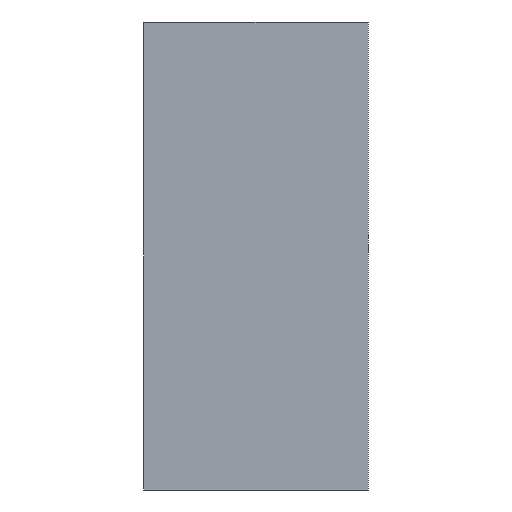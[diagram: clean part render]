
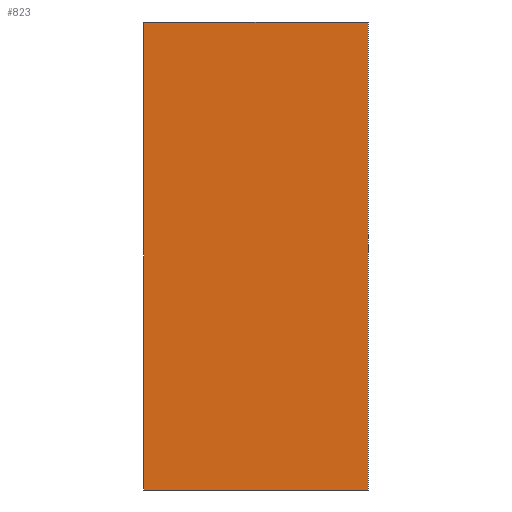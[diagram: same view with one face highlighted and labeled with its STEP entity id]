
A CAD part, left-side view. The second image highlights one B-rep face of the part: STEP entity #823.
In plain terms, the highlighted planar face has unit normal (-1, 0, 0).
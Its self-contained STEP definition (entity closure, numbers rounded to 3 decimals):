
#25 = LINE ( 'NONE', #605, #1260 ) ;
#42 = DIRECTION ( 'NONE',  ( 0., 0., -1. ) ) ;
#171 = ORIENTED_EDGE ( 'NONE', *, *, #337, .T. ) ;
#187 = EDGE_LOOP ( 'NONE', ( #1586, #1769, #1729, #171 ) ) ;
#256 = DIRECTION ( 'NONE',  ( -1., 0., 0. ) ) ;
#334 = DIRECTION ( 'NONE',  ( 0., 1., 0. ) ) ;
#337 = EDGE_CURVE ( 'NONE', #670, #537, #1078, .T. ) ;
#398 = VERTEX_POINT ( 'NONE', #1557 ) ;
#415 = EDGE_CURVE ( 'NONE', #398, #1584, #997, .T. ) ;
#460 = CARTESIAN_POINT ( 'NONE',  ( 0., 0.6, 0. ) ) ;
#531 = FACE_OUTER_BOUND ( 'NONE', #187, .T. ) ;
#537 = VERTEX_POINT ( 'NONE', #460 ) ;
#605 = CARTESIAN_POINT ( 'NONE',  ( 0., 0., 1.25 ) ) ;
#670 = VERTEX_POINT ( 'NONE', #1328 ) ;
#676 = LINE ( 'NONE', #1456, #1431 ) ;
#823 = ADVANCED_FACE ( 'NONE', ( #531 ), #829, .T. ) ;
#829 = PLANE ( 'NONE',  #979 ) ;
#903 = VECTOR ( 'NONE', #42, 1000. ) ;
#946 = DIRECTION ( 'NONE',  ( 0., 0., -1. ) ) ;
#979 = AXIS2_PLACEMENT_3D ( 'NONE', #1387, #256, #1126 ) ;
#997 = LINE ( 'NONE', #1310, #903 ) ;
#1078 = LINE ( 'NONE', #1771, #1560 ) ;
#1126 = DIRECTION ( 'NONE',  ( 0., 0., 1. ) ) ;
#1154 = EDGE_CURVE ( 'NONE', #398, #670, #25, .T. ) ;
#1175 = DIRECTION ( 'NONE',  ( 0., 1., 0. ) ) ;
#1180 = CARTESIAN_POINT ( 'NONE',  ( 0., 0., 0. ) ) ;
#1260 = VECTOR ( 'NONE', #334, 1000. ) ;
#1310 = CARTESIAN_POINT ( 'NONE',  ( 0., 0., 1.25 ) ) ;
#1328 = CARTESIAN_POINT ( 'NONE',  ( 0., 0.6, 1.25 ) ) ;
#1387 = CARTESIAN_POINT ( 'NONE',  ( 0., 0., 1.25 ) ) ;
#1431 = VECTOR ( 'NONE', #1175, 1000. ) ;
#1456 = CARTESIAN_POINT ( 'NONE',  ( 0., 0., 0. ) ) ;
#1557 = CARTESIAN_POINT ( 'NONE',  ( 0., 0., 1.25 ) ) ;
#1560 = VECTOR ( 'NONE', #946, 1000. ) ;
#1584 = VERTEX_POINT ( 'NONE', #1180 ) ;
#1586 = ORIENTED_EDGE ( 'NONE', *, *, #1595, .F. ) ;
#1595 = EDGE_CURVE ( 'NONE', #1584, #537, #676, .T. ) ;
#1729 = ORIENTED_EDGE ( 'NONE', *, *, #1154, .T. ) ;
#1769 = ORIENTED_EDGE ( 'NONE', *, *, #415, .F. ) ;
#1771 = CARTESIAN_POINT ( 'NONE',  ( 0., 0.6, 1.25 ) ) ;
